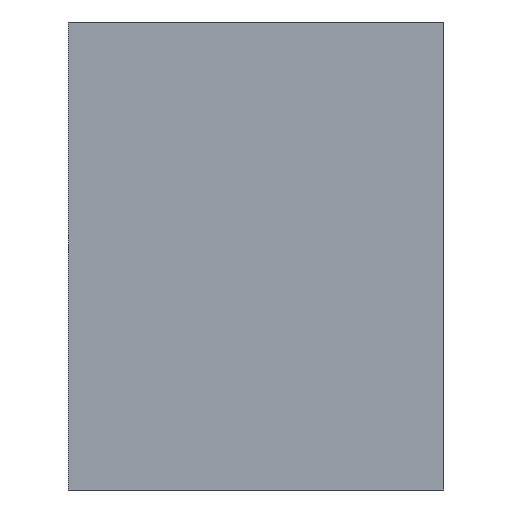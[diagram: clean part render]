
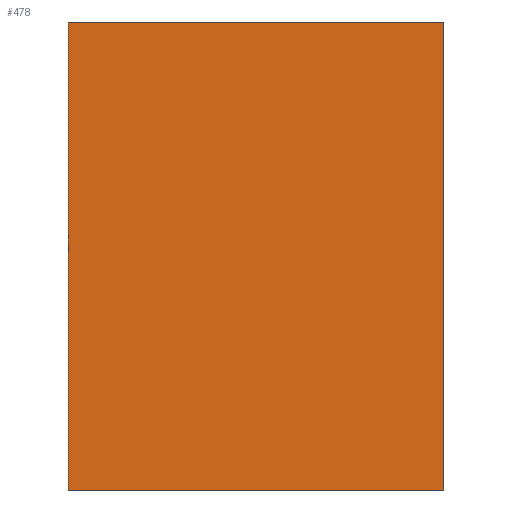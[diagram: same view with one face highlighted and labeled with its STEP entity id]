
A CAD part, front view. The second image highlights one B-rep face of the part: STEP entity #478.
In plain terms, the highlighted planar face has unit normal (0, -1, 0).
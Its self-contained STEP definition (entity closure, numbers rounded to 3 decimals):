
#40 = ORIENTED_EDGE ( 'NONE', *, *, #556, .T. ) ;
#119 = DIRECTION ( 'NONE',  ( 0., -1., 0. ) ) ;
#163 = VECTOR ( 'NONE', #825, 1000. ) ;
#167 = CARTESIAN_POINT ( 'NONE',  ( 40.123, -20.76, -10. ) ) ;
#247 = VECTOR ( 'NONE', #705, 1000. ) ;
#266 = DIRECTION ( 'NONE',  ( 0., 0., 1. ) ) ;
#319 = CARTESIAN_POINT ( 'NONE',  ( 0., -20.76, -10. ) ) ;
#380 = EDGE_CURVE ( 'NONE', #1311, #887, #1452, .T. ) ;
#427 = VECTOR ( 'NONE', #266, 1000. ) ;
#447 = EDGE_CURVE ( 'NONE', #1311, #915, #1259, .T. ) ;
#478 = ADVANCED_FACE ( 'NONE', ( #604 ), #1645, .T. ) ;
#556 = EDGE_CURVE ( 'NONE', #887, #1370, #902, .T. ) ;
#604 = FACE_OUTER_BOUND ( 'NONE', #924, .T. ) ;
#628 = CARTESIAN_POINT ( 'NONE',  ( 40.123, -20.76, 90. ) ) ;
#705 = DIRECTION ( 'NONE',  ( 1., 0., 0. ) ) ;
#818 = EDGE_CURVE ( 'NONE', #915, #1370, #973, .T. ) ;
#825 = DIRECTION ( 'NONE',  ( 1., 0., 0. ) ) ;
#874 = CARTESIAN_POINT ( 'NONE',  ( 0., -20.76, -10. ) ) ;
#887 = VERTEX_POINT ( 'NONE', #893 ) ;
#893 = CARTESIAN_POINT ( 'NONE',  ( 40.123, -20.76, -10. ) ) ;
#902 = LINE ( 'NONE', #167, #427 ) ;
#915 = VERTEX_POINT ( 'NONE', #1408 ) ;
#924 = EDGE_LOOP ( 'NONE', ( #1425, #1334, #40, #1017 ) ) ;
#973 = LINE ( 'NONE', #1490, #247 ) ;
#1017 = ORIENTED_EDGE ( 'NONE', *, *, #818, .F. ) ;
#1231 = DIRECTION ( 'NONE',  ( 0., 0., 1. ) ) ;
#1253 = CARTESIAN_POINT ( 'NONE',  ( -40.123, -20.76, -10. ) ) ;
#1259 = LINE ( 'NONE', #1253, #1633 ) ;
#1311 = VERTEX_POINT ( 'NONE', #1640 ) ;
#1334 = ORIENTED_EDGE ( 'NONE', *, *, #380, .T. ) ;
#1370 = VERTEX_POINT ( 'NONE', #628 ) ;
#1408 = CARTESIAN_POINT ( 'NONE',  ( -40.123, -20.76, 90. ) ) ;
#1410 = AXIS2_PLACEMENT_3D ( 'NONE', #874, #119, #1627 ) ;
#1425 = ORIENTED_EDGE ( 'NONE', *, *, #447, .F. ) ;
#1452 = LINE ( 'NONE', #319, #163 ) ;
#1490 = CARTESIAN_POINT ( 'NONE',  ( 0., -20.76, 90. ) ) ;
#1627 = DIRECTION ( 'NONE',  ( 1., 0., 0. ) ) ;
#1633 = VECTOR ( 'NONE', #1231, 1000. ) ;
#1640 = CARTESIAN_POINT ( 'NONE',  ( -40.123, -20.76, -10. ) ) ;
#1645 = PLANE ( 'NONE',  #1410 ) ;
